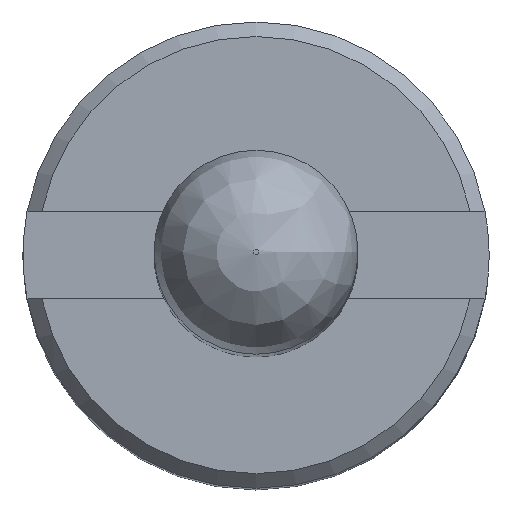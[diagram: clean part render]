
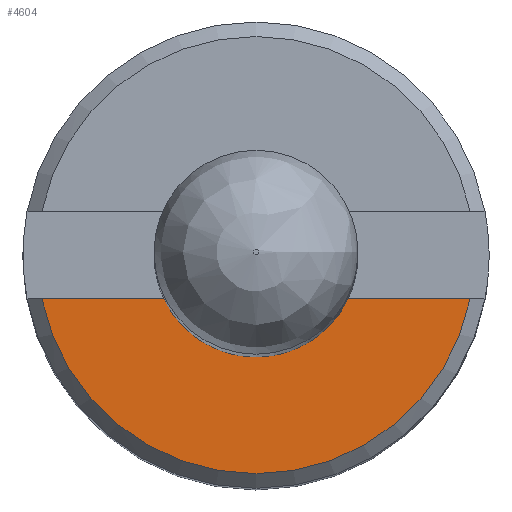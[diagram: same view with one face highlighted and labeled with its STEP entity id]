
A CAD part, top view. The second image highlights one B-rep face of the part: STEP entity #4604.
In plain terms, the highlighted face is planar.
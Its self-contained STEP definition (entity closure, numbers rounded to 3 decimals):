
#116=PLANE('',#4876);
#241=CIRCLE('',#4877,7.5);
#242=CIRCLE('',#4878,3.5);
#509=FACE_OUTER_BOUND('',#777,.T.);
#777=EDGE_LOOP('',(#3946,#3947,#3948,#3949));
#1062=LINE('',#11007,#1352);
#1068=LINE('',#11027,#1358);
#1352=VECTOR('',#5542,10.);
#1358=VECTOR('',#5550,10.);
#2024=VERTEX_POINT('',#11003);
#2026=VERTEX_POINT('',#11006);
#2030=VERTEX_POINT('',#11017);
#2033=VERTEX_POINT('',#11023);
#2658=EDGE_CURVE('',#2026,#2024,#1062,.T.);
#2666=EDGE_CURVE('',#2030,#2033,#1068,.T.);
#2689=EDGE_CURVE('',#2033,#2026,#241,.T.);
#2690=EDGE_CURVE('',#2030,#2024,#242,.T.);
#3946=ORIENTED_EDGE('',*,*,#2666,.T.);
#3947=ORIENTED_EDGE('',*,*,#2689,.T.);
#3948=ORIENTED_EDGE('',*,*,#2658,.T.);
#3949=ORIENTED_EDGE('',*,*,#2690,.F.);
#4604=ADVANCED_FACE('',(#509),#116,.T.);
#4876=AXIS2_PLACEMENT_3D('',#11073,#5594,#5595);
#4877=AXIS2_PLACEMENT_3D('',#11074,#5596,#5597);
#4878=AXIS2_PLACEMENT_3D('',#11075,#5598,#5599);
#5542=DIRECTION('',(0.,1.,0.));
#5550=DIRECTION('',(0.,1.,0.));
#5594=DIRECTION('center_axis',(1.,0.,0.));
#5595=DIRECTION('ref_axis',(0.,0.,-1.));
#5596=DIRECTION('center_axis',(1.,0.,0.));
#5597=DIRECTION('ref_axis',(0.,1.,0.));
#5598=DIRECTION('center_axis',(1.,0.,0.));
#5599=DIRECTION('ref_axis',(0.,1.,0.));
#11003=CARTESIAN_POINT('',(200.,-3.162,1.5));
#11006=CARTESIAN_POINT('',(200.,-7.348,1.5));
#11007=CARTESIAN_POINT('',(200.,6.923,1.5));
#11017=CARTESIAN_POINT('',(200.,3.162,1.5));
#11023=CARTESIAN_POINT('',(200.,7.348,1.5));
#11027=CARTESIAN_POINT('',(200.,6.923,1.5));
#11073=CARTESIAN_POINT('Origin',(200.,5.5,0.));
#11074=CARTESIAN_POINT('Origin',(200.,0.,0.));
#11075=CARTESIAN_POINT('Origin',(200.,0.,0.));
